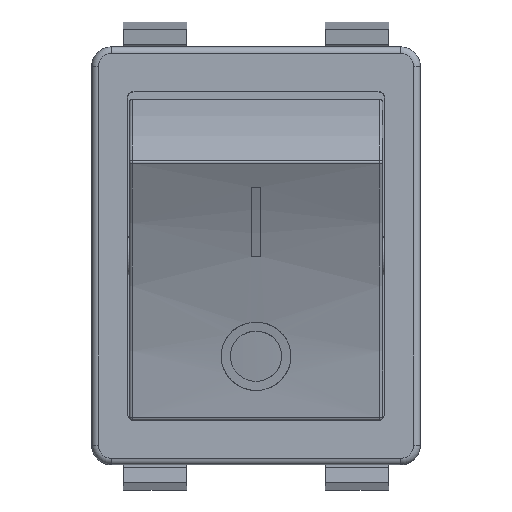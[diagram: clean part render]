
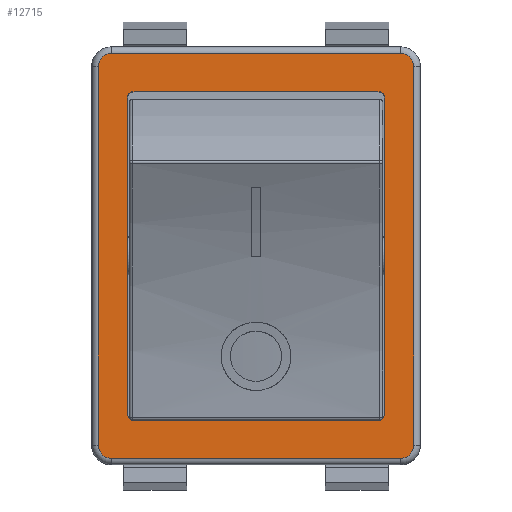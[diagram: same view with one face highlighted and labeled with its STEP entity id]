
A CAD part, top view. The second image highlights one B-rep face of the part: STEP entity #12715.
In plain terms, the highlighted planar face has unit normal (0, 0, 1).
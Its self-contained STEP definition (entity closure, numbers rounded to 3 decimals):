
#135 = AXIS2_PLACEMENT_3D ( 'NONE', #3589, #3590, #3591 ) ;
#136 = AXIS2_PLACEMENT_3D ( 'NONE', #3594, #3595, #3596 ) ;
#137 = AXIS2_PLACEMENT_3D ( 'NONE', #3597, #3598, #3599 ) ;
#138 = AXIS2_PLACEMENT_3D ( 'NONE', #3601, #3602, #3603 ) ;
#139 = AXIS2_PLACEMENT_3D ( 'NONE', #3605, #3606, #3607 ) ;
#140 = AXIS2_PLACEMENT_3D ( 'NONE', #3610, #3611, #3612 ) ;
#141 = AXIS2_PLACEMENT_3D ( 'NONE', #3615, #3616, #3617 ) ;
#142 = AXIS2_PLACEMENT_3D ( 'NONE', #3621, #3622, #3623 ) ;
#1718 = CIRCLE ( 'NONE', #135, 1. ) ;
#1748 = LINE ( 'NONE', #3584, #1751 ) ;
#1750 = LINE ( 'NONE', #3604, #1764 ) ;
#1751 = VECTOR ( 'NONE', #3586, 1000. ) ;
#1752 = LINE ( 'NONE', #3585, #1754 ) ;
#1753 = CIRCLE ( 'NONE', #136, 1. ) ;
#1754 = VECTOR ( 'NONE', #3580, 1000. ) ;
#1755 = LINE ( 'NONE', #3587, #1757 ) ;
#1756 = CIRCLE ( 'NONE', #137, 1. ) ;
#1757 = VECTOR ( 'NONE', #3588, 1000. ) ;
#1758 = LINE ( 'NONE', #3592, #1760 ) ;
#1759 = CIRCLE ( 'NONE', #138, 1. ) ;
#1760 = VECTOR ( 'NONE', #3593, 1000. ) ;
#1761 = CIRCLE ( 'NONE', #139, 0.5 ) ;
#1762 = CIRCLE ( 'NONE', #140, 0.5 ) ;
#1763 = LINE ( 'NONE', #3609, #1767 ) ;
#1764 = VECTOR ( 'NONE', #3600, 1000. ) ;
#1765 = CIRCLE ( 'NONE', #141, 0.5 ) ;
#1766 = LINE ( 'NONE', #3614, #1770 ) ;
#1767 = VECTOR ( 'NONE', #3608, 1000. ) ;
#1768 = CIRCLE ( 'NONE', #142, 0.5 ) ;
#1769 = LINE ( 'NONE', #3620, #1773 ) ;
#1770 = VECTOR ( 'NONE', #3613, 1000. ) ;
#1773 = VECTOR ( 'NONE', #3618, 1000. ) ;
#2934 = CARTESIAN_POINT ( 'NONE',  ( 0.82, 1.4, 2.14 ) ) ;
#2937 = CARTESIAN_POINT ( 'NONE',  ( 0.82, 25.4, 2.14 ) ) ;
#2939 = CARTESIAN_POINT ( 'NONE',  ( 19.88, 25.9, 2.14 ) ) ;
#2944 = CARTESIAN_POINT ( 'NONE',  ( -0.4, -2., 2.14 ) ) ;
#2945 = CARTESIAN_POINT ( 'NONE',  ( 21.6, -2., 2.14 ) ) ;
#2946 = CARTESIAN_POINT ( 'NONE',  ( 20.38, 25.4, 2.14 ) ) ;
#2947 = CARTESIAN_POINT ( 'NONE',  ( 22.6, -1., 2.14 ) ) ;
#2948 = CARTESIAN_POINT ( 'NONE',  ( 22.6, 27.8, 2.14 ) ) ;
#2949 = CARTESIAN_POINT ( 'NONE',  ( 21.6, 28.8, 2.14 ) ) ;
#2950 = CARTESIAN_POINT ( 'NONE',  ( -0.4, 28.8, 2.14 ) ) ;
#2951 = CARTESIAN_POINT ( 'NONE',  ( -1.4, 27.8, 2.14 ) ) ;
#2952 = CARTESIAN_POINT ( 'NONE',  ( -1.4, -1., 2.14 ) ) ;
#2953 = CARTESIAN_POINT ( 'NONE',  ( 1.32, 0.9, 2.14 ) ) ;
#2954 = CARTESIAN_POINT ( 'NONE',  ( 1.32, 25.9, 2.14 ) ) ;
#2955 = CARTESIAN_POINT ( 'NONE',  ( 20.38, 1.4, 2.14 ) ) ;
#2956 = CARTESIAN_POINT ( 'NONE',  ( 19.88, 0.9, 2.14 ) ) ;
#3580 = DIRECTION ( 'NONE',  ( 0., 1., 0. ) ) ;
#3584 = CARTESIAN_POINT ( 'NONE',  ( 21.6, -2., 2.14 ) ) ;
#3585 = CARTESIAN_POINT ( 'NONE',  ( 22.6, 27.8, 2.14 ) ) ;
#3586 = DIRECTION ( 'NONE',  ( 1., 0., 0. ) ) ;
#3587 = CARTESIAN_POINT ( 'NONE',  ( -0.4, 28.8, 2.14 ) ) ;
#3588 = DIRECTION ( 'NONE',  ( -1., 0., 0. ) ) ;
#3589 = CARTESIAN_POINT ( 'NONE',  ( 21.6, -1., 2.14 ) ) ;
#3590 = DIRECTION ( 'NONE',  ( 0., 0., 1. ) ) ;
#3591 = DIRECTION ( 'NONE',  ( 1., 0., 0. ) ) ;
#3592 = CARTESIAN_POINT ( 'NONE',  ( -1.4, -1., 2.14 ) ) ;
#3593 = DIRECTION ( 'NONE',  ( 0., -1., 0. ) ) ;
#3594 = CARTESIAN_POINT ( 'NONE',  ( 21.6, 27.8, 2.14 ) ) ;
#3595 = DIRECTION ( 'NONE',  ( 0., 0., 1. ) ) ;
#3596 = DIRECTION ( 'NONE',  ( 1., 0., 0. ) ) ;
#3597 = CARTESIAN_POINT ( 'NONE',  ( -0.4, 27.8, 2.14 ) ) ;
#3598 = DIRECTION ( 'NONE',  ( 0., 0., 1. ) ) ;
#3599 = DIRECTION ( 'NONE',  ( 1., 0., 0. ) ) ;
#3600 = DIRECTION ( 'NONE',  ( 0., -1., 0. ) ) ;
#3601 = CARTESIAN_POINT ( 'NONE',  ( -0.4, -1., 2.14 ) ) ;
#3602 = DIRECTION ( 'NONE',  ( 0., 0., 1. ) ) ;
#3603 = DIRECTION ( 'NONE',  ( 1., 0., 0. ) ) ;
#3604 = CARTESIAN_POINT ( 'NONE',  ( 0.82, 25.4, 2.14 ) ) ;
#3605 = CARTESIAN_POINT ( 'NONE',  ( 1.32, 1.4, 2.14 ) ) ;
#3606 = DIRECTION ( 'NONE',  ( 0., 0., 1. ) ) ;
#3607 = DIRECTION ( 'NONE',  ( 1., 0., 0. ) ) ;
#3608 = DIRECTION ( 'NONE',  ( -1., 0., 0. ) ) ;
#3609 = CARTESIAN_POINT ( 'NONE',  ( 1.32, 25.9, 2.14 ) ) ;
#3610 = CARTESIAN_POINT ( 'NONE',  ( 1.32, 25.4, 2.14 ) ) ;
#3611 = DIRECTION ( 'NONE',  ( 0., 0., 1. ) ) ;
#3612 = DIRECTION ( 'NONE',  ( 1., 0., 0. ) ) ;
#3613 = DIRECTION ( 'NONE',  ( 0., 1., 0. ) ) ;
#3614 = CARTESIAN_POINT ( 'NONE',  ( 20.38, 25.4, 2.14 ) ) ;
#3615 = CARTESIAN_POINT ( 'NONE',  ( 19.88, 25.4, 2.14 ) ) ;
#3616 = DIRECTION ( 'NONE',  ( 0., 0., 1. ) ) ;
#3617 = DIRECTION ( 'NONE',  ( 1., 0., 0. ) ) ;
#3618 = DIRECTION ( 'NONE',  ( 1., 0., 0. ) ) ;
#3620 = CARTESIAN_POINT ( 'NONE',  ( 1.32, 0.9, 2.14 ) ) ;
#3621 = CARTESIAN_POINT ( 'NONE',  ( 19.88, 1.4, 2.14 ) ) ;
#3622 = DIRECTION ( 'NONE',  ( 0., 0., 1. ) ) ;
#3623 = DIRECTION ( 'NONE',  ( -1., 0., 0. ) ) ;
#8907 = EDGE_LOOP ( 'NONE', ( #17669, #17670, #17671, #17672, #17673, #17674, #17675, #17676 ) ) ;
#12715 = ADVANCED_FACE ( 'NONE', ( #21567, #21571 ), #22264, .T. ) ;
#16174 = VERTEX_POINT ( 'NONE', #2934 ) ;
#16181 = VERTEX_POINT ( 'NONE', #2937 ) ;
#16185 = VERTEX_POINT ( 'NONE', #2939 ) ;
#16196 = VERTEX_POINT ( 'NONE', #2944 ) ;
#16198 = VERTEX_POINT ( 'NONE', #2945 ) ;
#16200 = VERTEX_POINT ( 'NONE', #2946 ) ;
#16202 = VERTEX_POINT ( 'NONE', #2947 ) ;
#16204 = VERTEX_POINT ( 'NONE', #2948 ) ;
#16206 = VERTEX_POINT ( 'NONE', #2949 ) ;
#16208 = VERTEX_POINT ( 'NONE', #2950 ) ;
#16210 = VERTEX_POINT ( 'NONE', #2951 ) ;
#16212 = VERTEX_POINT ( 'NONE', #2952 ) ;
#16214 = VERTEX_POINT ( 'NONE', #2953 ) ;
#16216 = VERTEX_POINT ( 'NONE', #2954 ) ;
#16219 = VERTEX_POINT ( 'NONE', #2955 ) ;
#16221 = VERTEX_POINT ( 'NONE', #2956 ) ;
#16852 = EDGE_LOOP ( 'NONE', ( #17677, #17678, #17679, #17680, #17681, #17682, #17683, #17684 ) ) ;
#17046 = EDGE_CURVE ( 'NONE', #16196, #16198, #1748, .T. ) ;
#17047 = EDGE_CURVE ( 'NONE', #16198, #16202, #1718, .T. ) ;
#17048 = EDGE_CURVE ( 'NONE', #16202, #16204, #1752, .T. ) ;
#17049 = EDGE_CURVE ( 'NONE', #16204, #16206, #1753, .T. ) ;
#17050 = EDGE_CURVE ( 'NONE', #16206, #16208, #1755, .T. ) ;
#17051 = EDGE_CURVE ( 'NONE', #16208, #16210, #1756, .T. ) ;
#17052 = EDGE_CURVE ( 'NONE', #16210, #16212, #1758, .T. ) ;
#17053 = EDGE_CURVE ( 'NONE', #16212, #16196, #1759, .T. ) ;
#17054 = EDGE_CURVE ( 'NONE', #16174, #16214, #1761, .T. ) ;
#17055 = EDGE_CURVE ( 'NONE', #16181, #16174, #1750, .T. ) ;
#17056 = EDGE_CURVE ( 'NONE', #16216, #16181, #1762, .T. ) ;
#17057 = EDGE_CURVE ( 'NONE', #16185, #16216, #1763, .T. ) ;
#17058 = EDGE_CURVE ( 'NONE', #16200, #16185, #1765, .T. ) ;
#17059 = EDGE_CURVE ( 'NONE', #16219, #16200, #1766, .T. ) ;
#17060 = EDGE_CURVE ( 'NONE', #16221, #16219, #1768, .T. ) ;
#17061 = EDGE_CURVE ( 'NONE', #16214, #16221, #1769, .T. ) ;
#17669 = ORIENTED_EDGE ( 'NONE', *, *, #17046, .T. ) ;
#17670 = ORIENTED_EDGE ( 'NONE', *, *, #17047, .T. ) ;
#17671 = ORIENTED_EDGE ( 'NONE', *, *, #17048, .T. ) ;
#17672 = ORIENTED_EDGE ( 'NONE', *, *, #17049, .T. ) ;
#17673 = ORIENTED_EDGE ( 'NONE', *, *, #17050, .T. ) ;
#17674 = ORIENTED_EDGE ( 'NONE', *, *, #17051, .T. ) ;
#17675 = ORIENTED_EDGE ( 'NONE', *, *, #17052, .T. ) ;
#17676 = ORIENTED_EDGE ( 'NONE', *, *, #17053, .T. ) ;
#17677 = ORIENTED_EDGE ( 'NONE', *, *, #17054, .F. ) ;
#17678 = ORIENTED_EDGE ( 'NONE', *, *, #17055, .F. ) ;
#17679 = ORIENTED_EDGE ( 'NONE', *, *, #17056, .F. ) ;
#17680 = ORIENTED_EDGE ( 'NONE', *, *, #17057, .F. ) ;
#17681 = ORIENTED_EDGE ( 'NONE', *, *, #17058, .F. ) ;
#17682 = ORIENTED_EDGE ( 'NONE', *, *, #17059, .F. ) ;
#17683 = ORIENTED_EDGE ( 'NONE', *, *, #17060, .F. ) ;
#17684 = ORIENTED_EDGE ( 'NONE', *, *, #17061, .F. ) ;
#21348 = AXIS2_PLACEMENT_3D ( 'NONE', #22262, #22259, #22266 ) ;
#21567 = FACE_OUTER_BOUND ( 'NONE', #8907, .T. ) ;
#21571 = FACE_BOUND ( 'NONE', #16852, .T. ) ;
#22259 = DIRECTION ( 'NONE',  ( 0., 0., 1. ) ) ;
#22262 = CARTESIAN_POINT ( 'NONE',  ( -0.4, -1., 2.14 ) ) ;
#22264 = PLANE ( 'NONE',  #21348 ) ;
#22266 = DIRECTION ( 'NONE',  ( 1., 0., 0. ) ) ;
